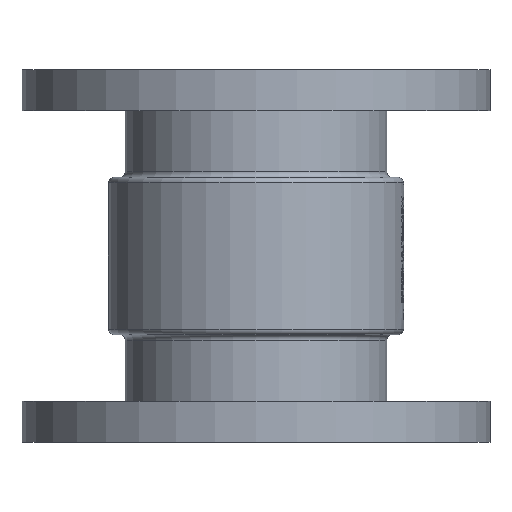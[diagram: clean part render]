
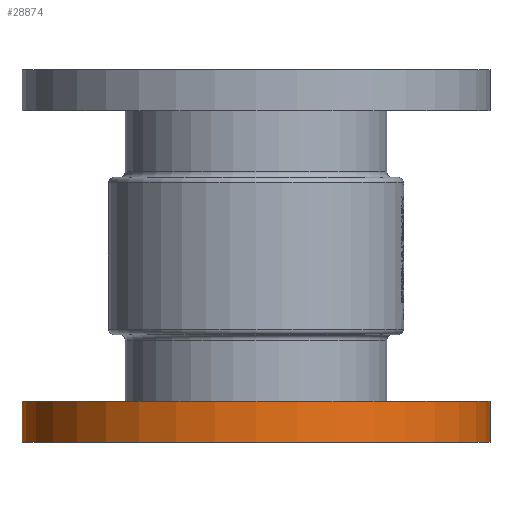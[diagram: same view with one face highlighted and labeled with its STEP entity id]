
A CAD part, front view. The second image highlights one B-rep face of the part: STEP entity #28874.
In plain terms, the highlighted cylindrical face has radius 125 mm (diameter 250 mm), a partial arc.
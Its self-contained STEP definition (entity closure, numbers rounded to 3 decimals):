
#560 = VERTEX_POINT ( 'NONE', #28009 ) ;
#585 = CARTESIAN_POINT ( 'NONE',  ( 0., 0., -177. ) ) ;
#1021 = DIRECTION ( 'NONE',  ( 1., 0., 0. ) ) ;
#1052 = VECTOR ( 'NONE', #17397, 1000. ) ;
#1079 = LINE ( 'NONE', #10352, #1052 ) ;
#2757 = EDGE_CURVE ( 'NONE', #25504, #560, #1079, .T. ) ;
#3501 = EDGE_CURVE ( 'NONE', #21737, #6187, #16911, .T. ) ;
#3554 = EDGE_CURVE ( 'NONE', #25504, #21737, #5842, .T. ) ;
#5842 = CIRCLE ( 'NONE', #19991, 125. ) ;
#6187 = VERTEX_POINT ( 'NONE', #13041 ) ;
#6693 = DIRECTION ( 'NONE',  ( 1., 0., 0. ) ) ;
#7175 = ORIENTED_EDGE ( 'NONE', *, *, #2757, .T. ) ;
#9212 = CARTESIAN_POINT ( 'NONE',  ( -125., 0., -177. ) ) ;
#9366 = CIRCLE ( 'NONE', #13245, 125. ) ;
#10352 = CARTESIAN_POINT ( 'NONE',  ( -125., 0., -199. ) ) ;
#10448 = CARTESIAN_POINT ( 'NONE',  ( 0., 0., -199. ) ) ;
#10752 = FACE_OUTER_BOUND ( 'NONE', #25045, .T. ) ;
#11777 = EDGE_CURVE ( 'NONE', #560, #6187, #9366, .T. ) ;
#13041 = CARTESIAN_POINT ( 'NONE',  ( 125., 0., -199. ) ) ;
#13245 = AXIS2_PLACEMENT_3D ( 'NONE', #18306, #30162, #6693 ) ;
#16311 = DIRECTION ( 'NONE',  ( 0., 0., -1. ) ) ;
#16911 = LINE ( 'NONE', #28019, #25388 ) ;
#17397 = DIRECTION ( 'NONE',  ( 0., 0., -1. ) ) ;
#18306 = CARTESIAN_POINT ( 'NONE',  ( 0., 0., -199. ) ) ;
#19931 = DIRECTION ( 'NONE',  ( 0., 0., -1. ) ) ;
#19991 = AXIS2_PLACEMENT_3D ( 'NONE', #585, #21317, #28312 ) ;
#20049 = ORIENTED_EDGE ( 'NONE', *, *, #11777, .T. ) ;
#20904 = ORIENTED_EDGE ( 'NONE', *, *, #3554, .F. ) ;
#21117 = ORIENTED_EDGE ( 'NONE', *, *, #3501, .F. ) ;
#21317 = DIRECTION ( 'NONE',  ( 0., 0., 1. ) ) ;
#21737 = VERTEX_POINT ( 'NONE', #27102 ) ;
#22350 = CYLINDRICAL_SURFACE ( 'NONE', #24099, 125. ) ;
#24099 = AXIS2_PLACEMENT_3D ( 'NONE', #10448, #19931, #1021 ) ;
#25045 = EDGE_LOOP ( 'NONE', ( #20904, #7175, #20049, #21117 ) ) ;
#25388 = VECTOR ( 'NONE', #16311, 1000. ) ;
#25504 = VERTEX_POINT ( 'NONE', #9212 ) ;
#27102 = CARTESIAN_POINT ( 'NONE',  ( 125., 0., -177. ) ) ;
#28009 = CARTESIAN_POINT ( 'NONE',  ( -125., 0., -199. ) ) ;
#28019 = CARTESIAN_POINT ( 'NONE',  ( 125., 0., -199. ) ) ;
#28312 = DIRECTION ( 'NONE',  ( 1., 0., 0. ) ) ;
#28874 = ADVANCED_FACE ( 'NONE', ( #10752 ), #22350, .T. ) ;
#30162 = DIRECTION ( 'NONE',  ( 0., 0., 1. ) ) ;
